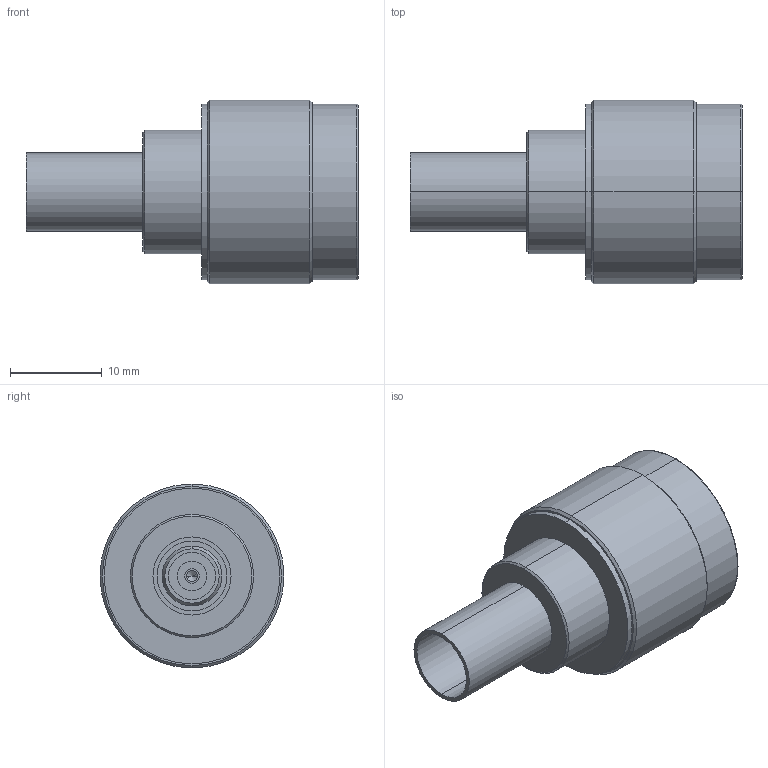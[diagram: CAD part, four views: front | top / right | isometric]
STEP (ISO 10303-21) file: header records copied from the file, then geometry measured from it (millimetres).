
FILE_DESCRIPTION (( 'STEP AP203' ), '1' );
FILE_NAME ('ANM-1A18.STEP', '2014-09-23T15:39:35', ( 'x' ), ( '' ), 'SwSTEP 2.0', 'SolidWorks 2014', '' );
FILE_SCHEMA (( 'CONFIG_CONTROL_DESIGN' ));
Length unit declared in the file: inch
Products named in the file (4): ANM-1A18-MA1; ANM-1A18-MA2; ANM-1A18-MA3; ANM-1A18
Assembly tree (3 placements, depth 2):
  ANM-1A18
    ANM-1A18-MA1
    ANM-1A18-MA2
    ANM-1A18-MA3
Bounding box: 36.1 x 20 x 20 mm (x, y, z)
Volume: 4725.2 mm3; surface area: 4157.7 mm2
Topology: 3 solids, 3 shells, 130 faces, 290 edges, 175 vertices
Faces by surface type: cylinder 52, cone 42, plane 34, torus 2
Entity records: 4088 total; most frequent: CARTESIAN_POINT 693, DIRECTION 692, ORIENTED_EDGE 576, EDGE_CURVE 288, AXIS2_PLACEMENT_3D 284, VERTEX_POINT 175, CIRCLE 148, EDGE_LOOP 147
